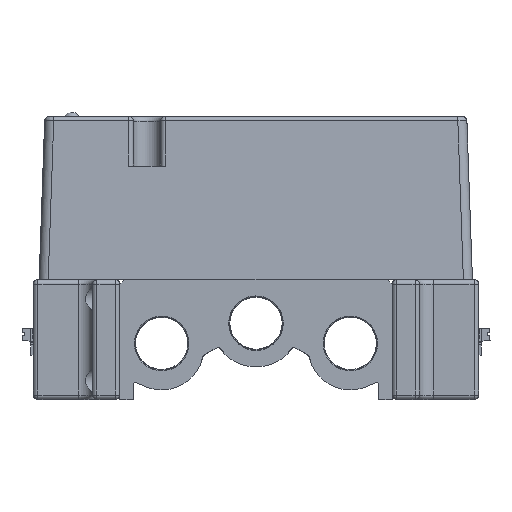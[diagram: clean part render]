
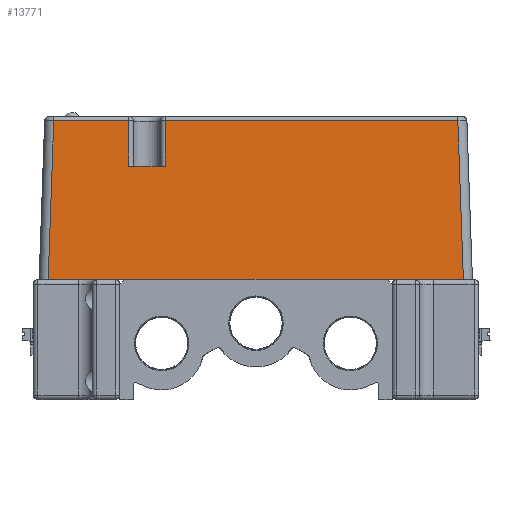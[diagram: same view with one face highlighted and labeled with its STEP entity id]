
A CAD part, front view. The second image highlights one B-rep face of the part: STEP entity #13771.
In plain terms, the highlighted planar face has unit normal (0, -0.999, 0.035).
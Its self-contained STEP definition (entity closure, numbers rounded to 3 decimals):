
#5114=FACE_OUTER_BOUND('',#30305,.T.);
#13771=ADVANCED_FACE('',(#5114),#21939,.T.);
#21939=PLANE('',#170546);
#30305=EDGE_LOOP('',(#87757,#87758,#87759,#87760,#87761,#87762,#87763,#87764,
#87765,#87766));
#37484=LINE('',#223831,#56805);
#37631=LINE('',#224166,#56952);
#42352=LINE('',#236950,#61673);
#42353=LINE('',#236953,#61674);
#42354=LINE('',#236955,#61675);
#42355=LINE('',#236957,#61676);
#42356=LINE('',#236959,#61677);
#42357=LINE('',#236961,#61678);
#42358=LINE('',#236963,#61679);
#42359=LINE('',#236964,#61680);
#56805=VECTOR('',#179926,1.);
#56952=VECTOR('',#180179,1.);
#61673=VECTOR('',#190552,1.);
#61674=VECTOR('',#190553,1.);
#61675=VECTOR('',#190554,1.);
#61676=VECTOR('',#190555,1.);
#61677=VECTOR('',#190556,1.);
#61678=VECTOR('',#190557,1.);
#61679=VECTOR('',#190558,1.);
#61680=VECTOR('',#190559,1.);
#87757=ORIENTED_EDGE('',*,*,#146090,.T.);
#87758=ORIENTED_EDGE('',*,*,#146091,.T.);
#87759=ORIENTED_EDGE('',*,*,#146092,.T.);
#87760=ORIENTED_EDGE('',*,*,#146093,.F.);
#87761=ORIENTED_EDGE('',*,*,#146094,.T.);
#87762=ORIENTED_EDGE('',*,*,#146095,.T.);
#87763=ORIENTED_EDGE('',*,*,#146096,.T.);
#87764=ORIENTED_EDGE('',*,*,#140354,.T.);
#87765=ORIENTED_EDGE('',*,*,#140189,.T.);
#87766=ORIENTED_EDGE('',*,*,#146097,.T.);
#124551=VERTEX_POINT('',#223830);
#124552=VERTEX_POINT('',#223832);
#124687=VERTEX_POINT('',#224167);
#128422=VERTEX_POINT('',#236951);
#128423=VERTEX_POINT('',#236952);
#128424=VERTEX_POINT('',#236954);
#128425=VERTEX_POINT('',#236956);
#128426=VERTEX_POINT('',#236958);
#128427=VERTEX_POINT('',#236960);
#128428=VERTEX_POINT('',#236962);
#140189=EDGE_CURVE('',#124552,#124551,#37484,.T.);
#140354=EDGE_CURVE('',#124687,#124552,#37631,.T.);
#146090=EDGE_CURVE('',#128422,#128423,#42352,.T.);
#146091=EDGE_CURVE('',#128423,#128424,#42353,.T.);
#146092=EDGE_CURVE('',#128424,#128425,#42354,.T.);
#146093=EDGE_CURVE('',#128426,#128425,#42355,.T.);
#146094=EDGE_CURVE('',#128426,#128427,#42356,.T.);
#146095=EDGE_CURVE('',#128427,#128428,#42357,.T.);
#146096=EDGE_CURVE('',#128428,#124687,#42358,.T.);
#146097=EDGE_CURVE('',#124551,#128422,#42359,.T.);
#170546=AXIS2_PLACEMENT_3D('',#236965,#190560,#190561);
#179926=DIRECTION('',(1.,0.,0.));
#180179=DIRECTION('',(1.,0.,0.));
#190552=DIRECTION('',(-0.035,0.035,0.999));
#190553=DIRECTION('',(-1.,0.,0.));
#190554=DIRECTION('',(0.,-0.035,-0.999));
#190555=DIRECTION('',(1.,0.,0.));
#190556=DIRECTION('',(0.,0.035,0.999));
#190557=DIRECTION('',(-1.,0.,0.));
#190558=DIRECTION('',(-0.035,-0.035,-0.999));
#190559=DIRECTION('',(1.,0.,0.));
#190560=DIRECTION('',(0.,-0.999,0.035));
#190561=DIRECTION('',(0.,0.035,0.999));
#223830=CARTESIAN_POINT('',(931.05,-616.827,-0.06));
#223831=CARTESIAN_POINT('',(930.05,-616.827,-0.06));
#223832=CARTESIAN_POINT('',(869.05,-616.827,-0.06));
#224166=CARTESIAN_POINT('',(930.05,-616.827,-0.06));
#224167=CARTESIAN_POINT('',(854.313,-616.827,-0.06));
#236950=CARTESIAN_POINT('',(945.944,-617.084,-7.423));
#236951=CARTESIAN_POINT('',(945.687,-616.827,-0.06));
#236952=CARTESIAN_POINT('',(944.467,-615.607,34.875));
#236953=CARTESIAN_POINT('',(880.05,-615.607,34.875));
#236954=CARTESIAN_POINT('',(880.05,-615.607,34.875));
#236955=CARTESIAN_POINT('',(880.05,-615.954,24.94));
#236956=CARTESIAN_POINT('',(880.05,-615.954,24.94));
#236957=CARTESIAN_POINT('',(876.05,-615.954,24.94));
#236958=CARTESIAN_POINT('',(872.05,-615.954,24.94));
#236959=CARTESIAN_POINT('',(872.05,-615.607,34.875));
#236960=CARTESIAN_POINT('',(872.05,-615.607,34.875));
#236961=CARTESIAN_POINT('',(854.567,-615.607,34.875));
#236962=CARTESIAN_POINT('',(855.533,-615.607,34.875));
#236963=CARTESIAN_POINT('',(854.056,-617.084,-7.423));
#236964=CARTESIAN_POINT('',(930.05,-616.827,-0.06));
#236965=CARTESIAN_POINT('',(900.,-617.141,-9.06));
